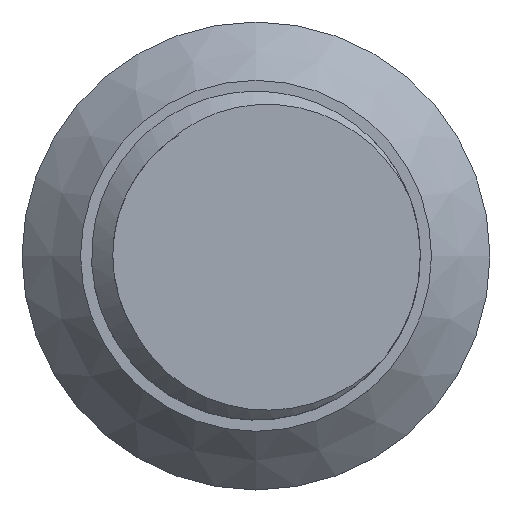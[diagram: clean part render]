
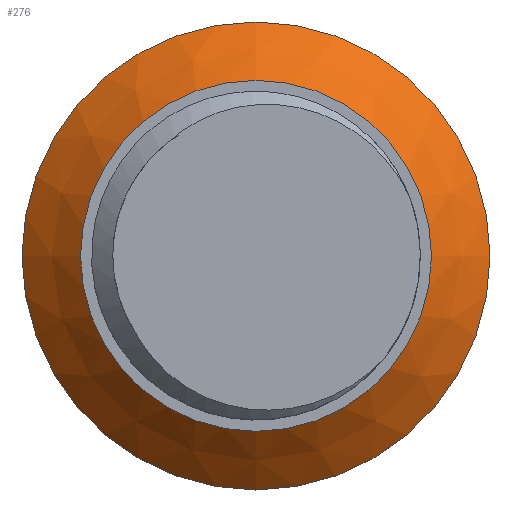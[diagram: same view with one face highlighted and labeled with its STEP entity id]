
A CAD part, top view. The second image highlights one B-rep face of the part: STEP entity #276.
In plain terms, the highlighted conical face has half-angle 45 degrees and reference radius 10 mm.
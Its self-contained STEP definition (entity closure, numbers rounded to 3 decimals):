
#213=CARTESIAN_POINT('',(35.,-125.,1.));
#214=VERTEX_POINT('',#213);
#223=CARTESIAN_POINT('',(15.,-125.,1.));
#224=VERTEX_POINT('',#223);
#225=CARTESIAN_POINT('',(25.,-125.,1.));
#226=DIRECTION('',(-0.,-0.,1.));
#227=DIRECTION('',(-1.,0.,0.));
#228=AXIS2_PLACEMENT_3D('',#225,#226,#227);
#229=CIRCLE('',#228,10.);
#230=EDGE_CURVE('',#224,#214,#229,.T.);
#232=CARTESIAN_POINT('',(25.,-125.,1.));
#233=DIRECTION('',(-0.,-0.,1.));
#234=DIRECTION('',(-1.,0.,0.));
#235=AXIS2_PLACEMENT_3D('',#232,#233,#234);
#236=CIRCLE('',#235,10.);
#237=EDGE_CURVE('',#214,#224,#236,.T.);
#242=CARTESIAN_POINT('',(25.,-125.,1.));
#243=DIRECTION('',(0.,0.,-1.));
#244=DIRECTION('',(-1.,0.,0.));
#245=AXIS2_PLACEMENT_3D('',#242,#243,#244);
#246=CONICAL_SURFACE('',#245,10.,45.);
#247=CARTESIAN_POINT('',(17.5,-125.,3.5));
#248=VERTEX_POINT('',#247);
#249=CARTESIAN_POINT('',(15.,-125.,1.));
#250=DIRECTION('',(0.707,-0.,0.707));
#251=VECTOR('',#250,3.536);
#252=LINE('',#249,#251);
#253=EDGE_CURVE('',#224,#248,#252,.T.);
#254=ORIENTED_EDGE('',*,*,#253,.T.);
#255=CARTESIAN_POINT('',(32.5,-125.,3.5));
#256=VERTEX_POINT('',#255);
#257=CARTESIAN_POINT('',(25.,-125.,3.5));
#258=DIRECTION('',(0.,0.,1.));
#259=DIRECTION('',(1.,0.,-0.));
#260=AXIS2_PLACEMENT_3D('',#257,#258,#259);
#261=CIRCLE('',#260,7.5);
#262=EDGE_CURVE('',#256,#248,#261,.T.);
#263=ORIENTED_EDGE('',*,*,#262,.F.);
#264=CARTESIAN_POINT('',(25.,-125.,3.5));
#265=DIRECTION('',(0.,0.,1.));
#266=DIRECTION('',(1.,0.,-0.));
#267=AXIS2_PLACEMENT_3D('',#264,#265,#266);
#268=CIRCLE('',#267,7.5);
#269=EDGE_CURVE('',#248,#256,#268,.T.);
#270=ORIENTED_EDGE('',*,*,#269,.F.);
#271=ORIENTED_EDGE('',*,*,#253,.F.);
#272=ORIENTED_EDGE('',*,*,#230,.T.);
#273=ORIENTED_EDGE('',*,*,#237,.T.);
#274=EDGE_LOOP('',(#254,#263,#270,#271,#272,#273));
#275=FACE_BOUND('',#274,.T.);
#276=ADVANCED_FACE('',(#275),#246,.T.);
